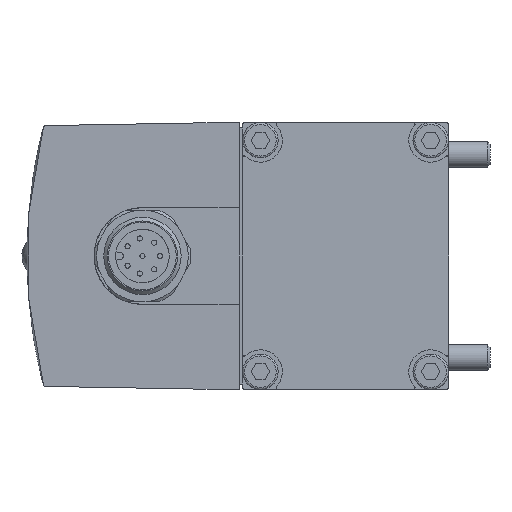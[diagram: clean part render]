
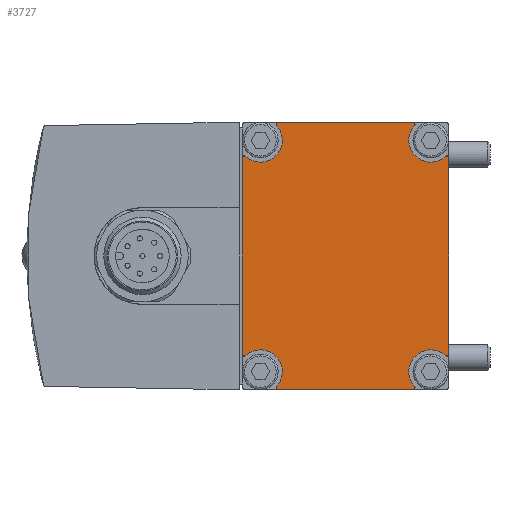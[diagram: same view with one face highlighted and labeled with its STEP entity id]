
A CAD part, left-side view. The second image highlights one B-rep face of the part: STEP entity #3727.
In plain terms, the highlighted planar face has unit normal (-1, 0, 0).
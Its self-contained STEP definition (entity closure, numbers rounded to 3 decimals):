
#169=CIRCLE('',#4000,0.3);
#170=CIRCLE('',#4001,3.4);
#171=CIRCLE('',#4002,0.3);
#172=CIRCLE('',#4003,0.3);
#173=CIRCLE('',#4004,3.4);
#174=CIRCLE('',#4005,0.3);
#175=CIRCLE('',#4006,0.3);
#176=CIRCLE('',#4007,3.4);
#177=CIRCLE('',#4008,0.3);
#178=CIRCLE('',#4009,0.3);
#179=CIRCLE('',#4010,3.4);
#180=CIRCLE('',#4011,0.3);
#389=ORIENTED_EDGE('',*,*,#1442,.F.);
#390=ORIENTED_EDGE('',*,*,#1445,.F.);
#391=ORIENTED_EDGE('',*,*,#1446,.T.);
#392=ORIENTED_EDGE('',*,*,#1447,.F.);
#393=ORIENTED_EDGE('',*,*,#1448,.F.);
#394=ORIENTED_EDGE('',*,*,#1449,.F.);
#395=ORIENTED_EDGE('',*,*,#1450,.T.);
#396=ORIENTED_EDGE('',*,*,#1451,.F.);
#397=ORIENTED_EDGE('',*,*,#1452,.F.);
#398=ORIENTED_EDGE('',*,*,#1453,.F.);
#399=ORIENTED_EDGE('',*,*,#1454,.T.);
#400=ORIENTED_EDGE('',*,*,#1455,.F.);
#401=ORIENTED_EDGE('',*,*,#1456,.F.);
#402=ORIENTED_EDGE('',*,*,#1457,.F.);
#403=ORIENTED_EDGE('',*,*,#1458,.T.);
#404=ORIENTED_EDGE('',*,*,#1459,.F.);
#1442=EDGE_CURVE('',#1970,#1971,#2319,.T.);
#1445=EDGE_CURVE('',#1973,#1970,#169,.T.);
#1446=EDGE_CURVE('',#1973,#1974,#170,.T.);
#1447=EDGE_CURVE('',#1975,#1974,#171,.T.);
#1448=EDGE_CURVE('',#1976,#1975,#2322,.T.);
#1449=EDGE_CURVE('',#1977,#1976,#172,.T.);
#1450=EDGE_CURVE('',#1977,#1978,#173,.T.);
#1451=EDGE_CURVE('',#1979,#1978,#174,.T.);
#1452=EDGE_CURVE('',#1980,#1979,#2323,.T.);
#1453=EDGE_CURVE('',#1981,#1980,#175,.T.);
#1454=EDGE_CURVE('',#1981,#1982,#176,.T.);
#1455=EDGE_CURVE('',#1983,#1982,#177,.T.);
#1456=EDGE_CURVE('',#1984,#1983,#2324,.T.);
#1457=EDGE_CURVE('',#1985,#1984,#178,.T.);
#1458=EDGE_CURVE('',#1985,#1986,#179,.T.);
#1459=EDGE_CURVE('',#1971,#1986,#180,.T.);
#1970=VERTEX_POINT('',#5728);
#1971=VERTEX_POINT('',#5730);
#1973=VERTEX_POINT('',#5736);
#1974=VERTEX_POINT('',#5738);
#1975=VERTEX_POINT('',#5740);
#1976=VERTEX_POINT('',#5742);
#1977=VERTEX_POINT('',#5744);
#1978=VERTEX_POINT('',#5746);
#1979=VERTEX_POINT('',#5748);
#1980=VERTEX_POINT('',#5750);
#1981=VERTEX_POINT('',#5752);
#1982=VERTEX_POINT('',#5754);
#1983=VERTEX_POINT('',#5756);
#1984=VERTEX_POINT('',#5758);
#1985=VERTEX_POINT('',#5760);
#1986=VERTEX_POINT('',#5762);
#2319=LINE('',#5729,#2648);
#2322=LINE('',#5741,#2651);
#2323=LINE('',#5749,#2652);
#2324=LINE('',#5757,#2653);
#2648=VECTOR('',#4486,1000.);
#2651=VECTOR('',#4497,1000.);
#2652=VECTOR('',#4504,1000.);
#2653=VECTOR('',#4511,1000.);
#2950=EDGE_LOOP('',(#389,#390,#391,#392,#393,#394,#395,#396,#397,#398,#399,
#400,#401,#402,#403,#404));
#3273=FACE_BOUND('',#2950,.T.);
#3583=PLANE('',#3999);
#3727=ADVANCED_FACE('',(#3273),#3583,.F.);
#3999=AXIS2_PLACEMENT_3D('',#5734,#4489,#4490);
#4000=AXIS2_PLACEMENT_3D('',#5735,#4491,#4492);
#4001=AXIS2_PLACEMENT_3D('',#5737,#4493,#4494);
#4002=AXIS2_PLACEMENT_3D('',#5739,#4495,#4496);
#4003=AXIS2_PLACEMENT_3D('',#5743,#4498,#4499);
#4004=AXIS2_PLACEMENT_3D('',#5745,#4500,#4501);
#4005=AXIS2_PLACEMENT_3D('',#5747,#4502,#4503);
#4006=AXIS2_PLACEMENT_3D('',#5751,#4505,#4506);
#4007=AXIS2_PLACEMENT_3D('',#5753,#4507,#4508);
#4008=AXIS2_PLACEMENT_3D('',#5755,#4509,#4510);
#4009=AXIS2_PLACEMENT_3D('',#5759,#4512,#4513);
#4010=AXIS2_PLACEMENT_3D('',#5761,#4514,#4515);
#4011=AXIS2_PLACEMENT_3D('',#5763,#4516,#4517);
#4486=DIRECTION('',(0.,0.,1.));
#4489=DIRECTION('',(1.,0.,0.));
#4490=DIRECTION('',(0.,0.,-1.));
#4491=DIRECTION('',(1.,0.,0.));
#4492=DIRECTION('',(0.,0.,-1.));
#4493=DIRECTION('',(1.,0.,0.));
#4494=DIRECTION('',(0.,0.,-1.));
#4495=DIRECTION('',(1.,0.,0.));
#4496=DIRECTION('',(0.,0.,-1.));
#4497=DIRECTION('',(0.,1.,0.));
#4498=DIRECTION('',(1.,0.,0.));
#4499=DIRECTION('',(0.,0.,-1.));
#4500=DIRECTION('',(1.,0.,0.));
#4501=DIRECTION('',(0.,0.,-1.));
#4502=DIRECTION('',(1.,0.,0.));
#4503=DIRECTION('',(0.,0.,-1.));
#4504=DIRECTION('',(0.,0.,-1.));
#4505=DIRECTION('',(1.,0.,0.));
#4506=DIRECTION('',(0.,0.,-1.));
#4507=DIRECTION('',(1.,0.,0.));
#4508=DIRECTION('',(0.,0.,-1.));
#4509=DIRECTION('',(1.,0.,0.));
#4510=DIRECTION('',(0.,0.,-1.));
#4511=DIRECTION('',(0.,-1.,0.));
#4512=DIRECTION('',(1.,0.,0.));
#4513=DIRECTION('',(0.,0.,-1.));
#4514=DIRECTION('',(1.,0.,0.));
#4515=DIRECTION('',(0.,0.,-1.));
#4516=DIRECTION('',(1.,0.,0.));
#4517=DIRECTION('',(0.,0.,-1.));
#5728=CARTESIAN_POINT('',(-110.4,32.,-15.222));
#5729=CARTESIAN_POINT('',(-110.4,32.,-20.25));
#5730=CARTESIAN_POINT('',(-110.4,32.,15.222));
#5734=CARTESIAN_POINT('',(-110.4,31.5,20.25));
#5735=CARTESIAN_POINT('',(-110.4,31.7,-15.222));
#5736=CARTESIAN_POINT('',(-110.4,31.497,-15.444));
#5737=CARTESIAN_POINT('',(-110.4,29.2,-17.95));
#5738=CARTESIAN_POINT('',(-110.4,26.694,-20.247));
#5739=CARTESIAN_POINT('',(-110.4,26.472,-20.45));
#5740=CARTESIAN_POINT('',(-110.4,26.472,-20.75));
#5741=CARTESIAN_POINT('',(-110.4,0.5,-20.75));
#5742=CARTESIAN_POINT('',(-110.4,5.528,-20.75));
#5743=CARTESIAN_POINT('',(-110.4,5.528,-20.45));
#5744=CARTESIAN_POINT('',(-110.4,5.306,-20.247));
#5745=CARTESIAN_POINT('',(-110.4,2.8,-17.95));
#5746=CARTESIAN_POINT('',(-110.4,0.503,-15.444));
#5747=CARTESIAN_POINT('',(-110.4,0.3,-15.222));
#5748=CARTESIAN_POINT('',(-110.4,0.,-15.222));
#5749=CARTESIAN_POINT('',(-110.4,0.,20.25));
#5750=CARTESIAN_POINT('',(-110.4,0.,15.222));
#5751=CARTESIAN_POINT('',(-110.4,0.3,15.222));
#5752=CARTESIAN_POINT('',(-110.4,0.503,15.444));
#5753=CARTESIAN_POINT('',(-110.4,2.8,17.95));
#5754=CARTESIAN_POINT('',(-110.4,5.306,20.247));
#5755=CARTESIAN_POINT('',(-110.4,5.528,20.45));
#5756=CARTESIAN_POINT('',(-110.4,5.528,20.75));
#5757=CARTESIAN_POINT('',(-110.4,31.5,20.75));
#5758=CARTESIAN_POINT('',(-110.4,26.472,20.75));
#5759=CARTESIAN_POINT('',(-110.4,26.472,20.45));
#5760=CARTESIAN_POINT('',(-110.4,26.694,20.247));
#5761=CARTESIAN_POINT('',(-110.4,29.2,17.95));
#5762=CARTESIAN_POINT('',(-110.4,31.497,15.444));
#5763=CARTESIAN_POINT('',(-110.4,31.7,15.222));
